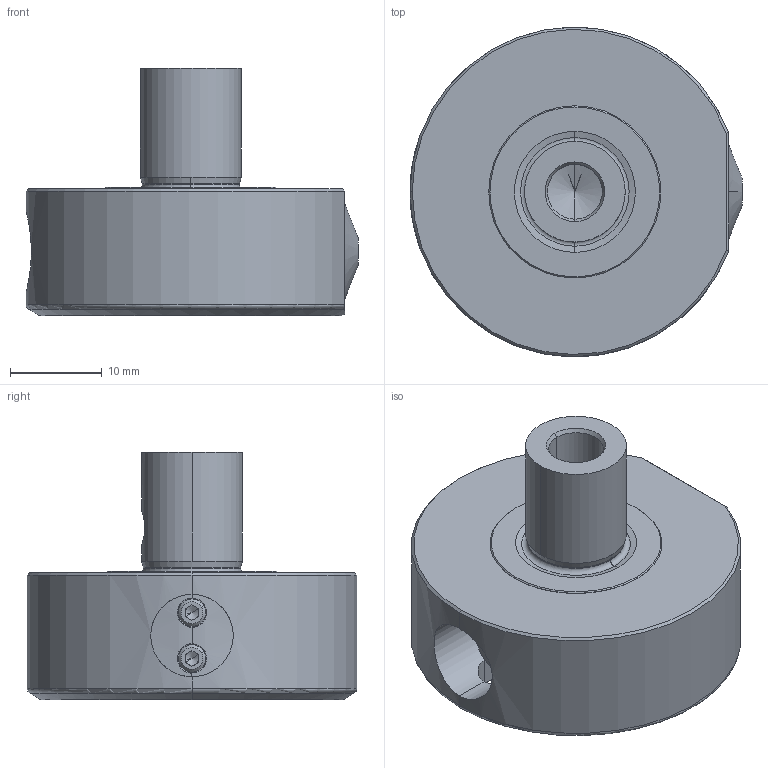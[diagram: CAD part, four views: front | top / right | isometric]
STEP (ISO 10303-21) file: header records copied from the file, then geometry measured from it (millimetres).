
FILE_DESCRIPTION(('no description'),'unknown implementation level');
FILE_NAME('FC7DE565-4CA3-49FA-A9F5-D041B0006D84_export.stp',' ',('CIMSOURCE GmbH'),('CADClick - KiM GmbH - www.kimweb.de'),'unknown preprocess','ACIS','unknown authorization');
FILE_SCHEMA(('automotive_design'));
Length unit declared in the file: millimetre
Products named in the file (4): 188.133 Kaiser Ausdrehkopf EWN0-24 X CK1|195.145 Kaiser Werkzeugk�rper EWN04-7 X CK1;<N141.11 CK1 Zapfen>-<Bohrung>; 188.133 Kaiser Ausdrehkopf EWN0-24 X CK1|195.150 Kaiser Zustelleinheit EWN0-24 X CK1_geschliffen Bohrung �4|690.998 Kaiser ETL M3x6D;Fase3; 188.133 Kaiser Ausdrehkopf EWN0-24 X CK1|195.150 Kaiser Zustelleinheit EWN0-24 X CK1_geschliffen Bohrung �4|195.150 Kaiser Zustelleinheit EWN0-24xCK1;Spiegeln1
Bounding box: 36.25 x 36 x 27 mm (x, y, z)
Volume: 13909.4 mm3; surface area: 6503.1 mm2
Topology: 4 solids, 4 shells, 146 faces, 350 edges, 200 vertices
Faces by surface type: cylinder 52, plane 50, cone 38, torus 6
Entity records: 9007 total; most frequent: CARTESIAN_POINT 1668, DIRECTION 719, STYLED_ITEM 694, PRESENTATION_STYLE_ASSIGNMENT 694, COLOUR_RGB 694, ORIENTED_EDGE 688, EDGE_CURVE 344, CURVE_STYLE 344
